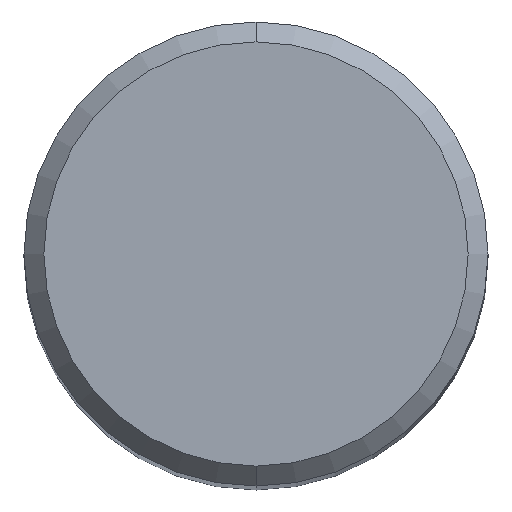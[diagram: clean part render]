
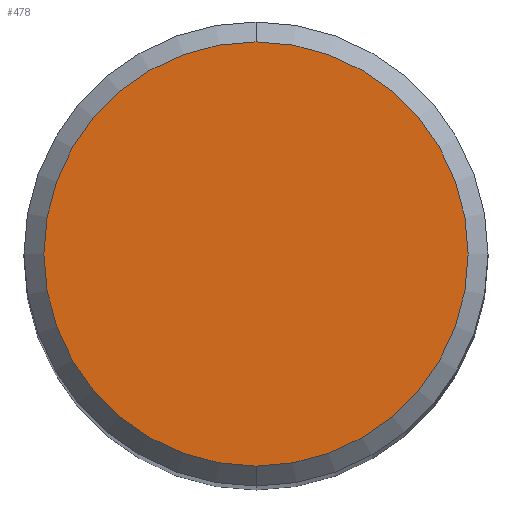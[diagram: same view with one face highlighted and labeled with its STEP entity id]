
A CAD part, top view. The second image highlights one B-rep face of the part: STEP entity #478.
In plain terms, the highlighted planar face has unit normal (0, 0, 1).
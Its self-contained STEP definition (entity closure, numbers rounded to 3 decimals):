
#436=VERTEX_POINT('',#1033);
#478=ADVANCED_FACE('',(#1080),#1081,.T.);
#570=EDGE_CURVE('',#646,#436,#1180,.T.);
#646=VERTEX_POINT('',#1264);
#838=EDGE_CURVE('',#436,#646,#1474,.T.);
#1033=CARTESIAN_POINT('',(0.,-6.4,0.0));
#1080=FACE_OUTER_BOUND('',#2383,.T.);
#1081=PLANE('',#2384);
#1180=CIRCLE('',#2890,6.4);
#1264=CARTESIAN_POINT('',(0.0,6.4,0.0));
#1474=CIRCLE('',#7586,6.4);
#2383=EDGE_LOOP('',(#9206,#9207));
#2384=AXIS2_PLACEMENT_3D('',#9208,#9209,#9210);
#2890=AXIS2_PLACEMENT_3D('',#9295,#9296,#9297);
#7586=AXIS2_PLACEMENT_3D('',#9621,#9622,#9623);
#9206=ORIENTED_EDGE('',*,*,#570,.F.);
#9207=ORIENTED_EDGE('',*,*,#838,.F.);
#9208=CARTESIAN_POINT('',(0.0,3.2,0.0));
#9209=DIRECTION('',(-0.0,0.0,1.0));
#9210=DIRECTION('',(0.0,-1.0,0.0));
#9295=CARTESIAN_POINT('',(0.0,0.0,0.0));
#9296=DIRECTION('',(0.0,0.0,-1.0));
#9297=DIRECTION('',(0.0,1.0,0.0));
#9621=CARTESIAN_POINT('',(0.0,0.0,0.0));
#9622=DIRECTION('',(0.0,0.0,-1.0));
#9623=DIRECTION('',(0.0,1.0,0.0));
